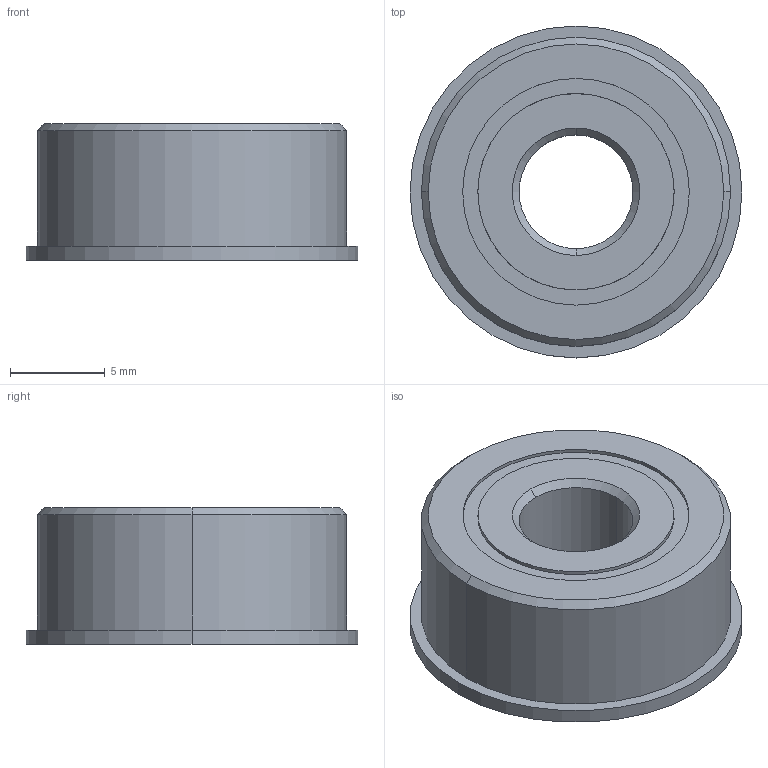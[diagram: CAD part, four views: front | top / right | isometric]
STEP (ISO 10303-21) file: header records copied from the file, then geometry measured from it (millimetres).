
FILE_DESCRIPTION(('CATIA V6 STEP','CAx-IF Rec.Pracs.--- Model Styling and Organization---1.5--- 2016-08-15','CAx-IF Rec.Pracs.---Supplemental Geometry---1.0---2011-11-01','CAx-IF Rec.Pracs.--- Composite Materials ---1.1---2010-07-15','CAx-IF Rec.Pracs.---External References---2.1---2005-01-19'),'2;1');
FILE_NAME('6mm IDx 16.3mm ODx7.2mm W Flanged bearing, 17.5mm Flange, 1293N500_SELF-ALIGNING FLANGED BALL B..._Rep.stp','2020-03-22T23:56:06+00:00',('Michael Balsamo'),('Creator, Inc.'),'3DEXPERIENCE Platform3DEXPERIENCE R2020x HotFix 2.3','3DEXPERIENCE Platform STEP AP214 v1','opyright Creator, Inc., 2020. Licensed under CERN-OHL-P v2.');
FILE_SCHEMA(('AUTOMOTIVE_DESIGN { 1 0 10303 214 1 1 1 1 }'));
Length unit declared in the file: millimetre
Products named in the file (1): 6mm IDx 16.3mm ODx7.2mm W Flanged bearing, 17.5mm  Flange, 1293N500_SELF-ALIGNING FLANGED BALL B...
Bounding box: 17.5 x 17.5 x 7.2 mm (x, y, z)
Volume: 1156.9 mm3; surface area: 2077.4 mm2
Topology: 12 solids, 12 shells, 75 faces, 194 edges, 96 vertices
Faces by surface type: bspline 38, cylinder 22, plane 9, cone 6
Entity records: 2408 total; most frequent: CARTESIAN_POINT 1265, ORIENTED_EDGE 292, EDGE_CURVE 146, DIRECTION 113, VERTEX_POINT 96, EDGE_LOOP 84, ADVANCED_FACE 75, FACE_OUTER_BOUND 75
